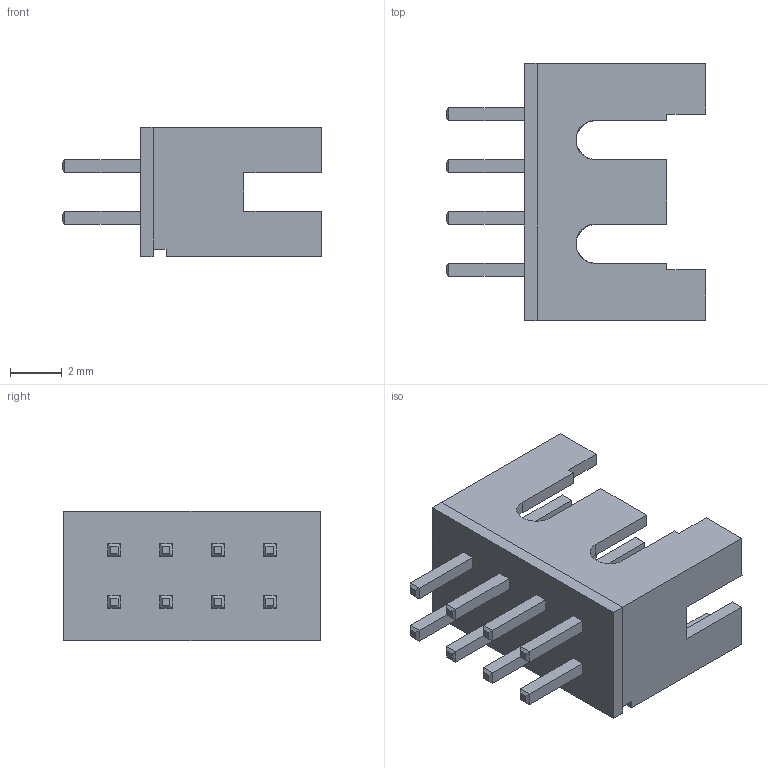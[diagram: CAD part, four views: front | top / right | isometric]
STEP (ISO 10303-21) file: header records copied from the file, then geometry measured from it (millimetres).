
FILE_DESCRIPTION(('CATIA V5 STEP Exchange'),'2;1');
FILE_NAME('B8B-PHDSS(LF)(SN).stp','2020-03-19T12:33:40+00:00',('none'),('none'),'CATIA Version 5-6 Release 2017','CATIA V5 STEP AP203','none');
FILE_SCHEMA(('CONFIG_CONTROL_DESIGN'));
Length unit declared in the file: millimetre
Products named in the file (1): Konektor
Bounding box: 10 x 9.9 x 5 mm (x, y, z)
Volume: 105.9 mm3; surface area: 534.3 mm2
Topology: 1 solids, 1 shells, 201 faces, 481 edges, 298 vertices
Faces by surface type: plane 193, bspline 8
Entity records: 5545 total; most frequent: CARTESIAN_POINT 1430, ORIENTED_EDGE 962, DIRECTION 609, EDGE_CURVE 481, VECTOR 393, LINE 393, VERTEX_POINT 298, EDGE_LOOP 217
